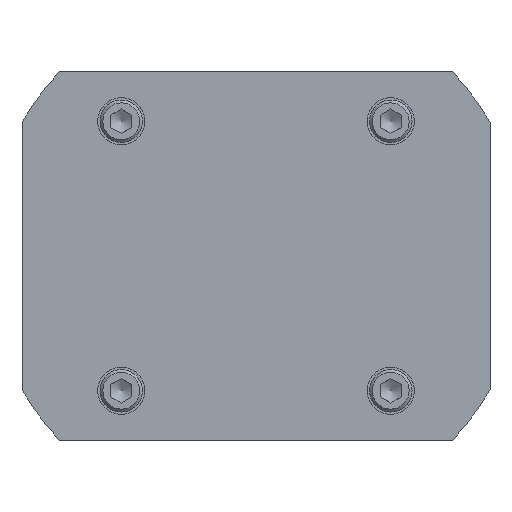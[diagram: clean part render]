
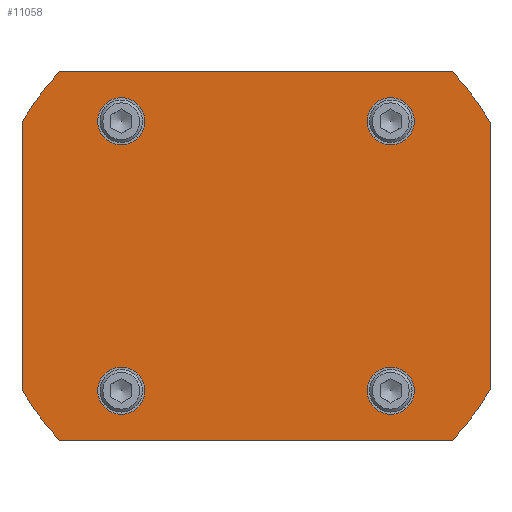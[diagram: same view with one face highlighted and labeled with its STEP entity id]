
A CAD part, front view. The second image highlights one B-rep face of the part: STEP entity #11058.
In plain terms, the highlighted planar face has unit normal (0, -1, 0).
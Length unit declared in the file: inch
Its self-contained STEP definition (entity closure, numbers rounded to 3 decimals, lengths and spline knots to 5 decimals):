
#10465=CARTESIAN_POINT('',(2.0625,0.0,1.17759));
#10466=VERTEX_POINT('',#10465);
#10475=CARTESIAN_POINT('',(2.0625,0.0,-1.17759));
#10476=VERTEX_POINT('',#10475);
#10477=CARTESIAN_POINT('',(2.0625,0.0,-1.17759));
#10478=DIRECTION('',(0.0,0.0,1.0));
#10479=VECTOR('',#10478,2.35518);
#10480=LINE('',#10477,#10479);
#10481=EDGE_CURVE('',#10476,#10466,#10480,.T.);
#10548=CARTESIAN_POINT('',(-2.0625,0.0,-1.17759));
#10549=VERTEX_POINT('',#10548);
#10558=CARTESIAN_POINT('',(-2.0625,0.0,1.17759));
#10559=VERTEX_POINT('',#10558);
#10560=CARTESIAN_POINT('',(-2.0625,0.0,1.17759));
#10561=DIRECTION('',(0.0,0.0,-1.0));
#10562=VECTOR('',#10561,2.35518);
#10563=LINE('',#10560,#10562);
#10564=EDGE_CURVE('',#10559,#10549,#10563,.T.);
#10641=CARTESIAN_POINT('',(-1.1875,0.0,0.98));
#10642=VERTEX_POINT('',#10641);
#10643=CARTESIAN_POINT('',(-1.1875,0.0,1.1875));
#10644=DIRECTION('',(0.0,1.0,0.0));
#10645=DIRECTION('',(0.0,0.0,-1.0));
#10646=AXIS2_PLACEMENT_3D('',#10643,#10644,#10645);
#10647=CIRCLE('',#10646,0.2075);
#10648=EDGE_CURVE('',#10642,#10642,#10647,.T.);
#10710=CARTESIAN_POINT('',(-0.98,0.0,-1.1875));
#10711=VERTEX_POINT('',#10710);
#10712=CARTESIAN_POINT('',(-1.1875,0.0,-1.1875));
#10713=DIRECTION('',(0.0,1.0,0.0));
#10714=DIRECTION('',(1.0,0.0,0.0));
#10715=AXIS2_PLACEMENT_3D('',#10712,#10713,#10714);
#10716=CIRCLE('',#10715,0.2075);
#10717=EDGE_CURVE('',#10711,#10711,#10716,.T.);
#10779=CARTESIAN_POINT('',(1.1875,0.0,-0.98));
#10780=VERTEX_POINT('',#10779);
#10781=CARTESIAN_POINT('',(1.1875,0.0,-1.1875));
#10782=DIRECTION('',(0.0,1.0,0.0));
#10783=DIRECTION('',(0.0,0.0,1.0));
#10784=AXIS2_PLACEMENT_3D('',#10781,#10782,#10783);
#10785=CIRCLE('',#10784,0.2075);
#10786=EDGE_CURVE('',#10780,#10780,#10785,.T.);
#10840=CARTESIAN_POINT('',(0.98,0.0,1.1875));
#10841=VERTEX_POINT('',#10840);
#10842=CARTESIAN_POINT('',(1.1875,0.0,1.1875));
#10843=DIRECTION('',(0.0,1.0,0.0));
#10844=DIRECTION('',(-1.0,0.0,0.0));
#10845=AXIS2_PLACEMENT_3D('',#10842,#10843,#10844);
#10846=CIRCLE('',#10845,0.2075);
#10847=EDGE_CURVE('',#10841,#10841,#10846,.T.);
#10860=CARTESIAN_POINT('',(1.73205,0.0,1.625));
#10861=VERTEX_POINT('',#10860);
#10870=CARTESIAN_POINT('',(0.0,0.0,0.0));
#10871=DIRECTION('',(0.0,-1.0,0.0));
#10872=DIRECTION('',(-0.729,0.0,-0.684));
#10873=AXIS2_PLACEMENT_3D('',#10870,#10871,#10872);
#10874=CIRCLE('',#10873,2.375);
#10875=EDGE_CURVE('',#10466,#10861,#10874,.T.);
#10893=CARTESIAN_POINT('',(-1.73205,0.0,1.625));
#10894=VERTEX_POINT('',#10893);
#10903=CARTESIAN_POINT('',(1.73205,0.0,1.625));
#10904=DIRECTION('',(-1.0,0.0,0.0));
#10905=VECTOR('',#10904,3.4641);
#10906=LINE('',#10903,#10905);
#10907=EDGE_CURVE('',#10861,#10894,#10906,.T.);
#10925=CARTESIAN_POINT('',(0.0,0.0,0.0));
#10926=DIRECTION('',(0.0,-1.,0.0));
#10927=DIRECTION('',(0.868,0.0,-0.496));
#10928=AXIS2_PLACEMENT_3D('',#10925,#10926,#10927);
#10929=CIRCLE('',#10928,2.375);
#10930=EDGE_CURVE('',#10894,#10559,#10929,.T.);
#10948=CARTESIAN_POINT('',(-1.73205,0.0,-1.625));
#10949=VERTEX_POINT('',#10948);
#10958=CARTESIAN_POINT('',(0.0,0.0,0.0));
#10959=DIRECTION('',(0.0,-1.0,0.0));
#10960=DIRECTION('',(0.729,0.0,0.684));
#10961=AXIS2_PLACEMENT_3D('',#10958,#10959,#10960);
#10962=CIRCLE('',#10961,2.375);
#10963=EDGE_CURVE('',#10549,#10949,#10962,.T.);
#10981=CARTESIAN_POINT('',(1.73205,0.0,-1.625));
#10982=VERTEX_POINT('',#10981);
#10991=CARTESIAN_POINT('',(-1.73205,0.0,-1.625));
#10992=DIRECTION('',(1.0,0.0,0.0));
#10993=VECTOR('',#10992,3.4641);
#10994=LINE('',#10991,#10993);
#10995=EDGE_CURVE('',#10949,#10982,#10994,.T.);
#11013=CARTESIAN_POINT('',(0.0,0.0,0.0));
#11014=DIRECTION('',(0.0,-1.0,0.0));
#11015=DIRECTION('',(-0.868,0.0,0.496));
#11016=AXIS2_PLACEMENT_3D('',#11013,#11014,#11015);
#11017=CIRCLE('',#11016,2.375);
#11018=EDGE_CURVE('',#10982,#10476,#11017,.T.);
#11031=CARTESIAN_POINT('',(0.,0.0,0.));
#11032=DIRECTION('',(0.0,1.0,0.0));
#11033=DIRECTION('',(0.0,0.0,-1.0));
#11034=AXIS2_PLACEMENT_3D('',#11031,#11032,#11033);
#11035=PLANE('',#11034);
#11036=ORIENTED_EDGE('',*,*,#10481,.T.);
#11037=ORIENTED_EDGE('',*,*,#10875,.T.);
#11038=ORIENTED_EDGE('',*,*,#10907,.T.);
#11039=ORIENTED_EDGE('',*,*,#10930,.T.);
#11040=ORIENTED_EDGE('',*,*,#10564,.T.);
#11041=ORIENTED_EDGE('',*,*,#10963,.T.);
#11042=ORIENTED_EDGE('',*,*,#10995,.T.);
#11043=ORIENTED_EDGE('',*,*,#11018,.T.);
#11044=EDGE_LOOP('',(#11036,#11037,#11038,#11039,#11040,#11041,#11042,#11043));
#11045=FACE_OUTER_BOUND('',#11044,.T.);
#11046=ORIENTED_EDGE('',*,*,#10648,.T.);
#11047=EDGE_LOOP('',(#11046));
#11048=FACE_BOUND('',#11047,.T.);
#11049=ORIENTED_EDGE('',*,*,#10717,.T.);
#11050=EDGE_LOOP('',(#11049));
#11051=FACE_BOUND('',#11050,.T.);
#11052=ORIENTED_EDGE('',*,*,#10786,.T.);
#11053=EDGE_LOOP('',(#11052));
#11054=FACE_BOUND('',#11053,.T.);
#11055=ORIENTED_EDGE('',*,*,#10847,.T.);
#11056=EDGE_LOOP('',(#11055));
#11057=FACE_BOUND('',#11056,.T.);
#11058=ADVANCED_FACE('',(#11045,#11048,#11051,#11054,#11057),#11035,.F.);
